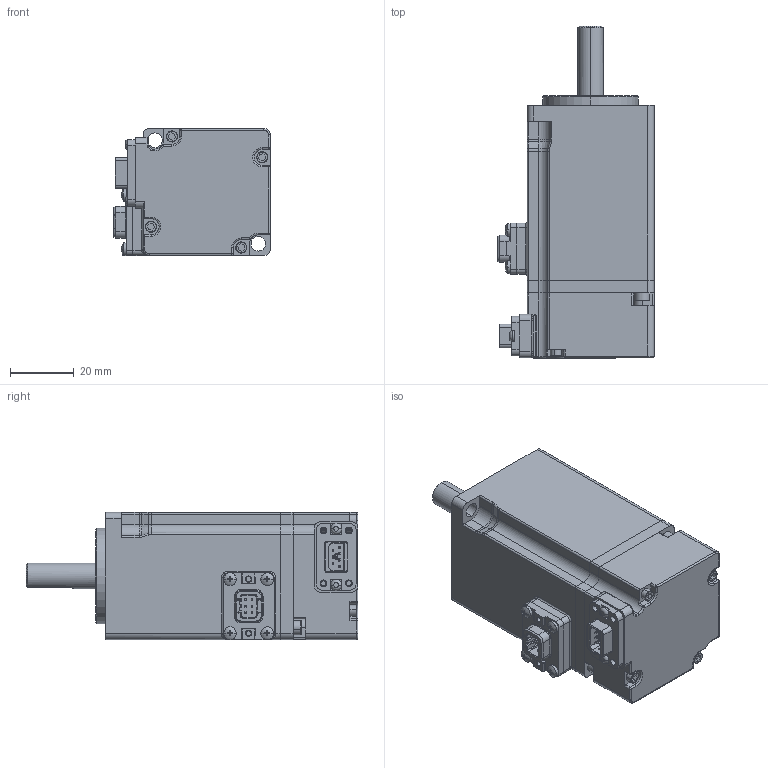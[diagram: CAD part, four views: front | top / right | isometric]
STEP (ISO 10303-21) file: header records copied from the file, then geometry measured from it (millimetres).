
FILE_DESCRIPTION (( 'STEP AP214' ), '1' );
FILE_NAME ('MS6H-40-CS(M)30B3-20P1.STEP', '2021-10-15T02:29:27', ( '' ), ( '' ), 'SwSTEP 2.0', 'SolidWorks 2016', '' );
FILE_SCHEMA (( 'AUTOMOTIVE_DESIGN' ));
Length unit declared in the file: millimetre
Products named in the file (1): MS6H-40-CS(M)30B3-20P1
Bounding box: 49.2 x 104.4 x 40 mm (x, y, z)
Surface area: 20198.8 mm2 (no closed solid volume)
Topology: 0 solids, 18 shells, 692 faces, 2244 edges, 1540 vertices
Faces by surface type: plane 369, cylinder 212, torus 56, cone 26, sphere 17, bspline 12
Entity records: 33032 total; most frequent: CARTESIAN_POINT 5754, DIRECTION 4195, ORIENTED_EDGE 3716, EDGE_CURVE 2235, VERTEX_POINT 1540, LINE 1469, VECTOR 1469, AXIS2_PLACEMENT_3D 1363
